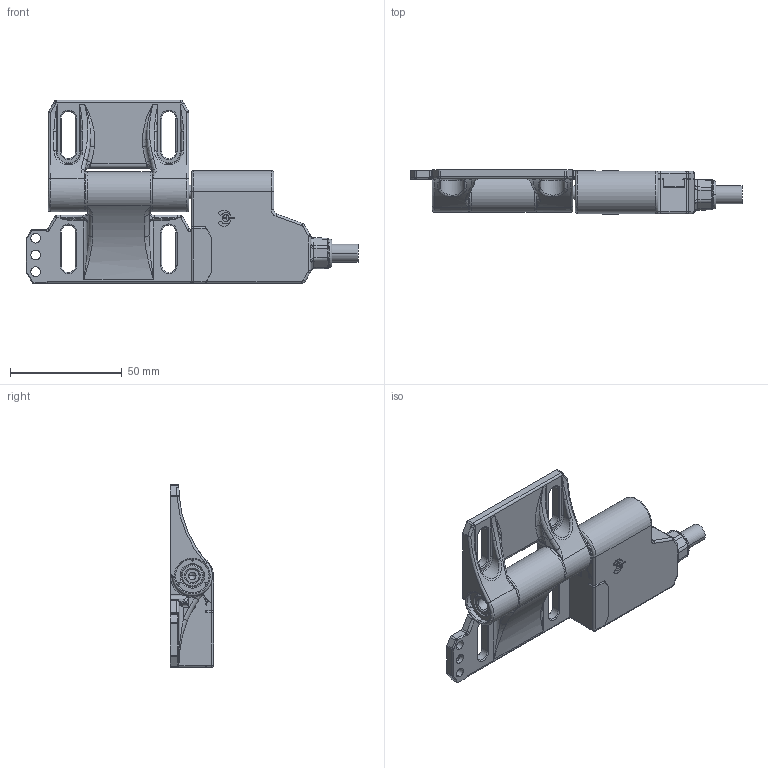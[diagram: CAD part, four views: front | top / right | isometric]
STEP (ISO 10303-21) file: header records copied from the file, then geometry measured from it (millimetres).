
FILE_DESCRIPTION((''),'2;1');
FILE_NAME('6019390023_SW0002','2006-05-08T',('FEK_AZ_Mechanik'),(''),'PRO/ENGINEER BY PARAMETRIC TECHNOLOGY CORPORATION, 2005070','PRO/ENGINEER BY PARAMETRIC TECHNOLOGY CORPORATION, 2005070','');
FILE_SCHEMA(('AUTOMOTIVE_DESIGN_CC2 { 1 2 10303 214 -1 1 5 2 }'));
Length unit declared in the file: millimetre
Products named in the file (1): 6019390023_SW0002
Bounding box: 148.7 x 19.7 x 82.1 mm (x, y, z)
Volume: 62520.8 mm3; surface area: 39210.6 mm2
Topology: 2 solids, 2 shells, 2191 faces, 5432 edges, 3332 vertices
Faces by surface type: plane 899, cylinder 790, bspline 187, torus 168, cone 72, sphere 69, revolution 6
Entity records: 113627 total; most frequent: CARTESIAN_POINT 26134, ORIENTED_EDGE 10856, DIRECTION 10679, PRESENTATION_STYLE_ASSIGNMENT 7613, STYLED_ITEM 5436, CURVE_STYLE 5434, EDGE_CURVE 5428, AXIS2_PLACEMENT_3D 3904
